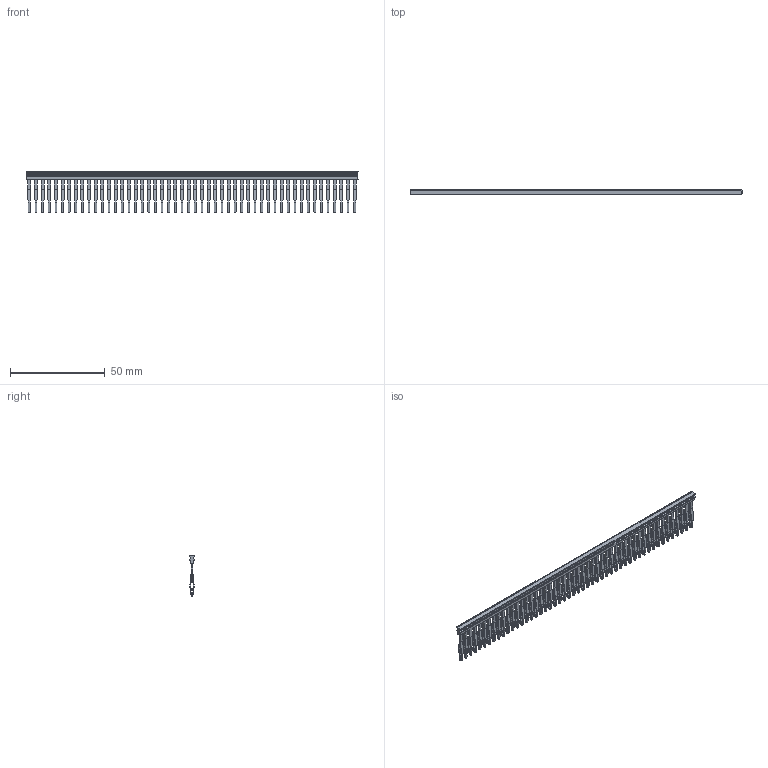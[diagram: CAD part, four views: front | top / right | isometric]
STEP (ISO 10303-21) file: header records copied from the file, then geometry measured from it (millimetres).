
FILE_DESCRIPTION(('CATIA V5R24 STEP','CAx-IF Rec.Pracs.--- Model Styling and Organization---1.2---2011-12-15'),'2;1');
FILE_NAME ('8496634_2', '2017-02-08T12:13:44+00:00', ('Weidmueller Interface'), ('Weidmueller'), 'CATIA Version 5-6 Release 2014 SP4 HF52', 'CATIA V5 STEP AP214', 'none');
FILE_SCHEMA(('AUTOMOTIVE_DESIGN { 1 0 10303 214 1 1 1 1 }'));
Length unit declared in the file: millimetre
Products named in the file (1): v5-standard_part
Bounding box: 175 x 2.8 x 21.9 mm (x, y, z)
Volume: 2840.6 mm3; surface area: 8529.1 mm2
Topology: 2 solids, 2 shells, 1226 faces, 3866 edges, 2544 vertices
Faces by surface type: plane 1126, extrusion 100
Entity records: 42386 total; most frequent: CARTESIAN_POINT 11680, ORIENTED_EDGE 7732, DIRECTION 4440, EDGE_CURVE 3866, VECTOR 3566, LINE 3466, VERTEX_POINT 2544, ADVANCED_FACE 1226
